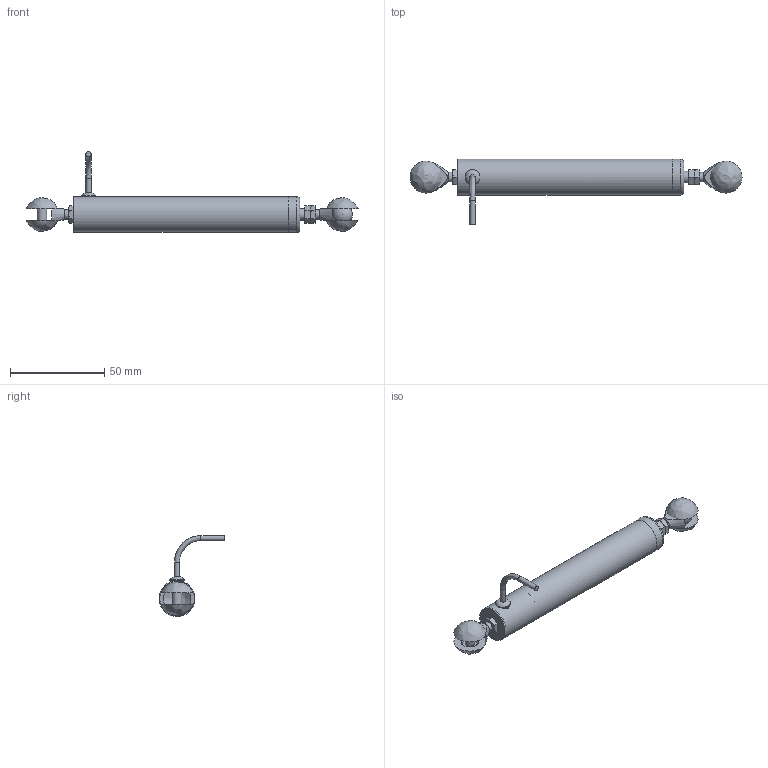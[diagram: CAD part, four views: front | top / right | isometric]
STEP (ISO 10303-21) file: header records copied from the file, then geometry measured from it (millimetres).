
FILE_DESCRIPTION (( 'STEP AP214' ), '1' );
FILE_NAME ('LRI19-050R-00-20A.STEP', '2020-04-14T19:44:22', ( '' ), ( '' ), 'SwSTEP 2.0', 'SolidWorks 2019', '' );
FILE_SCHEMA (( 'AUTOMOTIVE_DESIGN' ));
Length unit declared in the file: inch
Products named in the file (1): LRI19-050R-00-20A
Bounding box: 176.59 x 34.92 x 43.05 mm (x, y, z)
Volume: 16925 mm3; surface area: 23362 mm2
Topology: 12 solids, 12 shells, 154 faces, 315 edges, 201 vertices
Faces by surface type: plane 58, cone 48, cylinder 34, bspline 11, sphere 3
Full cylindrical faces by diameter (mm): 2.769 x3, 4.2 x4, 4.775 x2, 4.915 x1, 5 x6, 5.537 x1, 5.613 x1, 5.664 x2, 6.236 x3, 7.785 x1, 15.748 x1, 15.85 x1, 15.875 x1, 16.51 x1, 17.78 x1, 18.034 x1, 18.415 x2, 19.05 x2
Entity records: 4653 total; most frequent: CARTESIAN_POINT 1734, DIRECTION 554, ORIENTED_EDGE 450, AXIS2_PLACEMENT_3D 265, EDGE_LOOP 252, EDGE_CURVE 225, FACE_OUTER_BOUND 194, VERTEX_POINT 173
